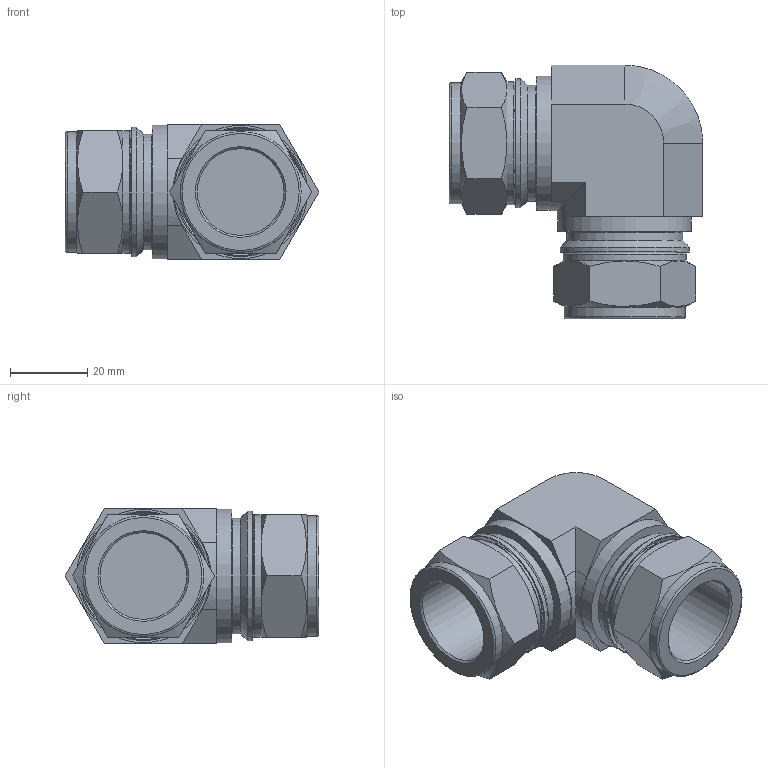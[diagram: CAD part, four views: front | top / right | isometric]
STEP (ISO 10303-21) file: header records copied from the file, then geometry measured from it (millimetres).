
FILE_DESCRIPTION(/* description */ (''),/* implementation_level */ '2;1');
FILE_NAME(/* name */ 'SUEI-14.stp',/* time_stamp */ '2022-07-11T08:46:34+09:00',/* author */ ('user'),/* organization */ (''),/* preprocessor_version */ 'ST-DEVELOPER v18.1',/* originating_system */ 'Autodesk Inventor 2022',/* authorisation */ '');
FILE_SCHEMA (('AUTOMOTIVE_DESIGN { 1 0 10303 214 3 1 1 }'));
Length unit declared in the file: millimetre
Products named in the file (1): SUE-14
Bounding box: 65.49 x 65.49 x 34.93 mm (x, y, z)
Volume: 60671.2 mm3; surface area: 18659.8 mm2
Topology: 1 solids, 1 shells, 88 faces, 186 edges, 112 vertices
Faces by surface type: plane 36, cone 28, cylinder 20, torus 4
Full cylindrical faces by diameter (mm): 22.4 x2, 26.8 x2, 27.2 x2, 28.58 x2, 29.9 x2, 31.2 x2, 31.7 x2, 33.4 x2, 34.5 x2
Entity records: 2341 total; most frequent: CARTESIAN_POINT 459, DIRECTION 402, ORIENTED_EDGE 372, EDGE_CURVE 186, AXIS2_PLACEMENT_3D 163, VERTEX_POINT 112, EDGE_LOOP 100, FACE_OUTER_BOUND 88
